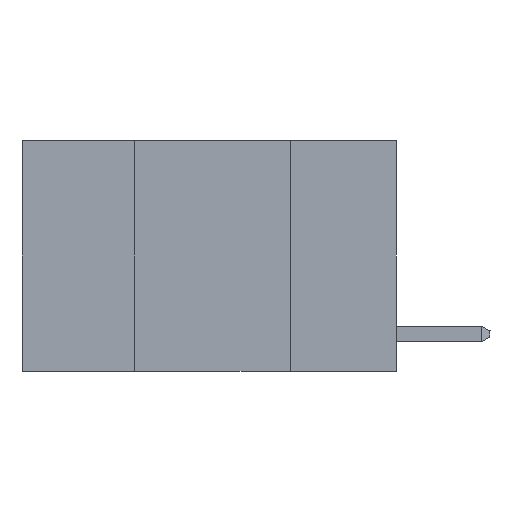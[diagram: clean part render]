
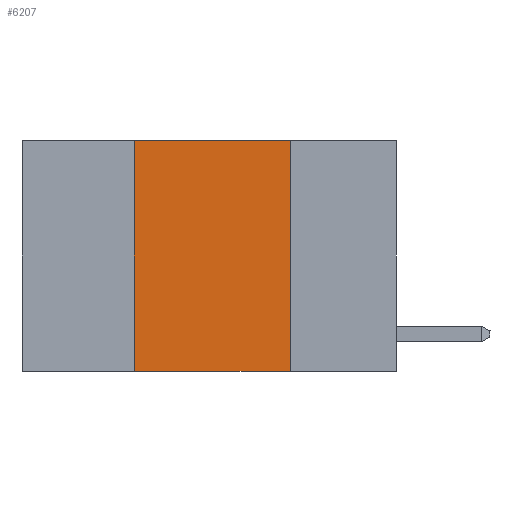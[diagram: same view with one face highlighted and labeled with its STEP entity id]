
A CAD part, left-side view. The second image highlights one B-rep face of the part: STEP entity #6207.
In plain terms, the highlighted planar face has unit normal (-1, 0, 0).
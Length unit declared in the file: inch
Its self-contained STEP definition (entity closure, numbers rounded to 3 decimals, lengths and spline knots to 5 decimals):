
#2054 = CARTESIAN_POINT ( 'NONE',  ( 0., 0.42, -0.37 ) ) ;
#2240 = DIRECTION ( 'NONE',  ( 0., 0., 1. ) ) ;
#2703 = LINE ( 'NONE', #7198, #15246 ) ;
#2797 = VERTEX_POINT ( 'NONE', #2054 ) ;
#3712 = LINE ( 'NONE', #7505, #9068 ) ;
#5072 = DIRECTION ( 'NONE',  ( 1., 0., 0. ) ) ;
#5427 = LINE ( 'NONE', #11669, #9012 ) ;
#5706 = ORIENTED_EDGE ( 'NONE', *, *, #8227, .F. ) ;
#6207 = ADVANCED_FACE ( 'NONE', ( #20140 ), #6237, .F. ) ;
#6237 = PLANE ( 'NONE',  #10417 ) ;
#7198 = CARTESIAN_POINT ( 'NONE',  ( 0., 0.42, 0. ) ) ;
#7505 = CARTESIAN_POINT ( 'NONE',  ( 0., 0.6, -0.37 ) ) ;
#7559 = CARTESIAN_POINT ( 'NONE',  ( 0., 0.17, 0. ) ) ;
#7973 = DIRECTION ( 'NONE',  ( 0., -1., 0. ) ) ;
#8227 = EDGE_CURVE ( 'NONE', #11421, #17519, #5427, .T. ) ;
#9012 = VECTOR ( 'NONE', #11593, 39.37008 ) ;
#9068 = VECTOR ( 'NONE', #10875, 39.37008 ) ;
#9910 = DIRECTION ( 'NONE',  ( 0., 0., -1. ) ) ;
#10417 = AXIS2_PLACEMENT_3D ( 'NONE', #14884, #5072, #9910 ) ;
#10748 = ORIENTED_EDGE ( 'NONE', *, *, #13022, .F. ) ;
#10809 = ORIENTED_EDGE ( 'NONE', *, *, #16458, .T. ) ;
#10875 = DIRECTION ( 'NONE',  ( 0., -1., 0. ) ) ;
#11016 = EDGE_CURVE ( 'NONE', #19861, #11421, #18628, .T. ) ;
#11349 = CARTESIAN_POINT ( 'NONE',  ( 0., 0.6, 0. ) ) ;
#11421 = VERTEX_POINT ( 'NONE', #7559 ) ;
#11593 = DIRECTION ( 'NONE',  ( 0., 0., -1. ) ) ;
#11669 = CARTESIAN_POINT ( 'NONE',  ( 0., 0.17, 0. ) ) ;
#12298 = CARTESIAN_POINT ( 'NONE',  ( 0., 0.17, -0.37 ) ) ;
#12511 = VECTOR ( 'NONE', #7973, 39.37008 ) ;
#13022 = EDGE_CURVE ( 'NONE', #2797, #19861, #2703, .T. ) ;
#14207 = EDGE_LOOP ( 'NONE', ( #5706, #16286, #10748, #10809 ) ) ;
#14286 = CARTESIAN_POINT ( 'NONE',  ( 0., 0.42, 0. ) ) ;
#14884 = CARTESIAN_POINT ( 'NONE',  ( 0., 0.6, 0. ) ) ;
#15246 = VECTOR ( 'NONE', #2240, 39.37008 ) ;
#16286 = ORIENTED_EDGE ( 'NONE', *, *, #11016, .F. ) ;
#16458 = EDGE_CURVE ( 'NONE', #2797, #17519, #3712, .T. ) ;
#17519 = VERTEX_POINT ( 'NONE', #12298 ) ;
#18628 = LINE ( 'NONE', #11349, #12511 ) ;
#19861 = VERTEX_POINT ( 'NONE', #14286 ) ;
#20140 = FACE_OUTER_BOUND ( 'NONE', #14207, .T. ) ;
